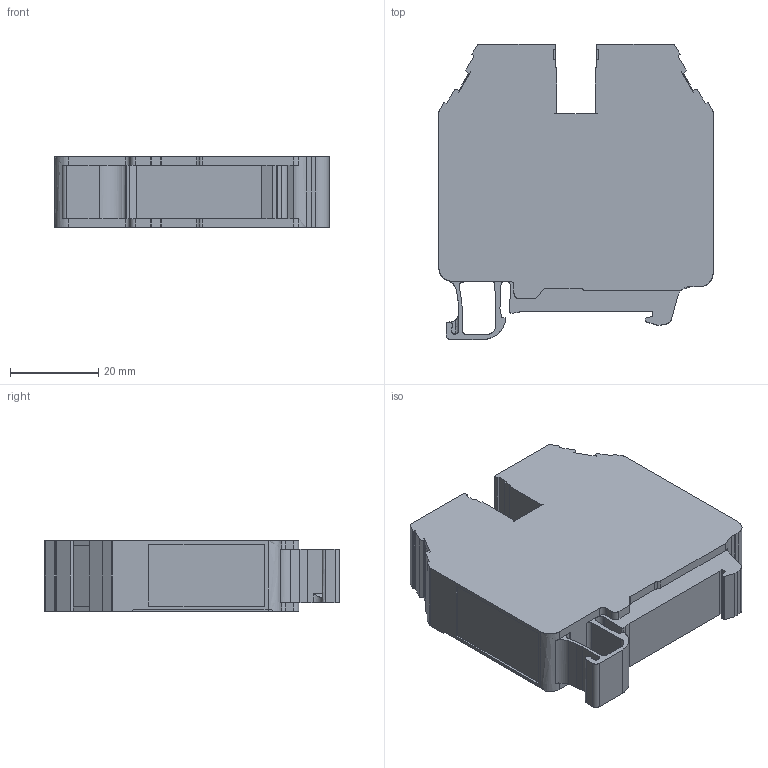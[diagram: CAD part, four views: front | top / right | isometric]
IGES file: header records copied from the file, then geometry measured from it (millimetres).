
Start section: SolidWorks IGES file using analytic representation for surfaces
Global section: file name: 304599_AVK 35 IRDS_BG.IGS; native system: SolidWorks 2015; preprocessor: SolidWorks 2015; author: guveng; date: 150804.134916; units: millimetre
Bounding box: 62 x 66.71 x 16 mm (x, y, z)
Surface area: 12062.8 mm2 (no closed solid volume)
Topology: 0 solids, 0 shells, 220 faces, 2356 edges, 2994 vertices
Faces by surface type: bspline 145, revolution 75
